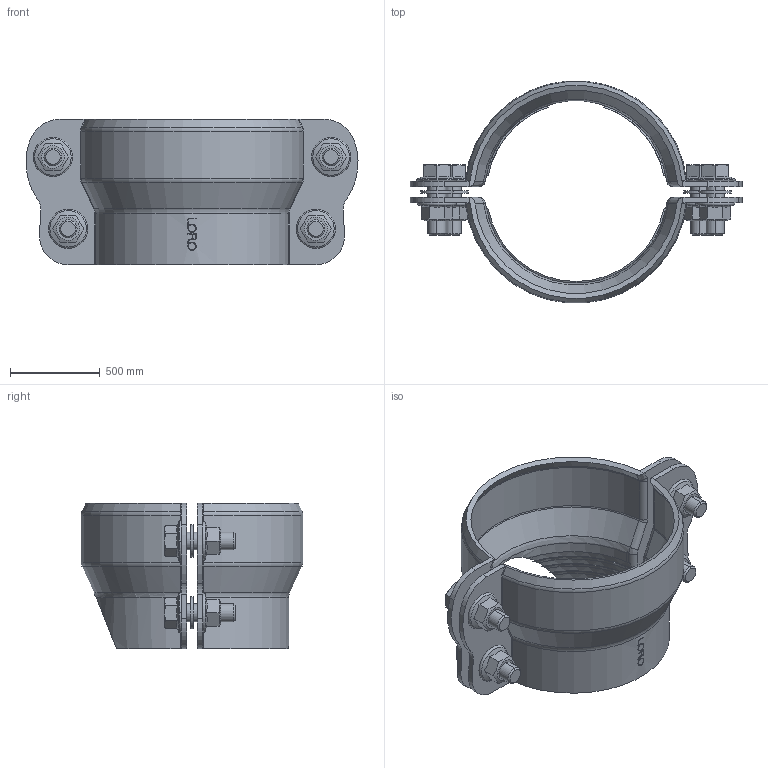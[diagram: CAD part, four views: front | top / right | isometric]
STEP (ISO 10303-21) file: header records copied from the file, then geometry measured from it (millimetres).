
FILE_DESCRIPTION(/* description */ (''),/* implementation_level */ '2;1');
FILE_NAME(/* name */ '08061.100X_3D.stp',/* time_stamp */ '2024-12-11T14:18:20+01:00',/* author */ ('CAD'),/* organization */ (''),/* preprocessor_version */ 'ST-DEVELOPER v20',/* originating_system */ 'AutoCAD Mechanical',/* authorisation */ '');
FILE_SCHEMA (('AUTOMOTIVE_DESIGN { 1 0 10303 214 3 1 1 }'));
Length unit declared in the file: centimetre
Products named in the file (5): Product; *S0; 6210710x30; 6210710x30_1; 6210710x30_2
Assembly tree (5 placements, depth 2):
  Product
    *S0
    6210710x30
    6210710x30_1
    6210710x30_2  x2
Bounding box: 1849.79 x 1235.39 x 810 mm (x, y, z)
Volume: 131514525.1 mm3; surface area: 9470747.4 mm2
Topology: 14 solids, 14 shells, 438 faces, 1125 edges, 732 vertices
Faces by surface type: cone 138, cylinder 114, plane 114, bspline 40, torus 32
Full cylindrical faces by diameter (mm): 39.984 x2, 83.763 x4, 105 x4, 110 x8, 180 x4
Entity records: 15299 total; most frequent: CARTESIAN_POINT 5768, ORIENTED_EDGE 2118, DIRECTION 1792, EDGE_CURVE 1059, AXIS2_PLACEMENT_3D 756, VERTEX_POINT 682, EDGE_LOOP 451, FACE_OUTER_BOUND 411
